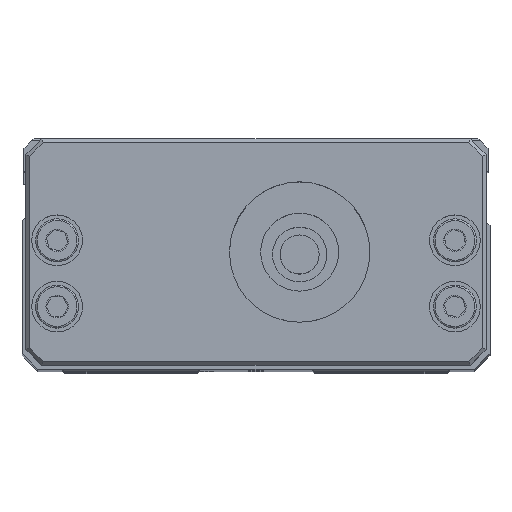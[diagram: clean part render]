
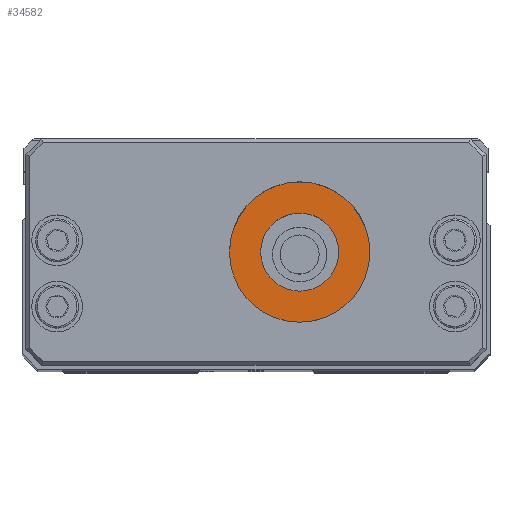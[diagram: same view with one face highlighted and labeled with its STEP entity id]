
A CAD part, top view. The second image highlights one B-rep face of the part: STEP entity #34582.
In plain terms, the highlighted planar face has unit normal (0, 0, 1).
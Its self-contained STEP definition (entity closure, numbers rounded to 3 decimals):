
#862 = EDGE_CURVE ( 'NONE', #41942, #10194, #49965, .T. ) ;
#3762 = CARTESIAN_POINT ( 'NONE',  ( 40.1, -14.5, 8. ) ) ;
#5651 = ORIENTED_EDGE ( 'NONE', *, *, #44646, .T. ) ;
#6892 = DIRECTION ( 'NONE',  ( 0., 0., 1. ) ) ;
#7327 = CIRCLE ( 'NONE', #9993, 5. ) ;
#7530 = DIRECTION ( 'NONE',  ( 1., 0., 0. ) ) ;
#8074 = DIRECTION ( 'NONE',  ( 0., 0., 1. ) ) ;
#8633 = DIRECTION ( 'NONE',  ( 0., 0., 1. ) ) ;
#9993 = AXIS2_PLACEMENT_3D ( 'NONE', #23235, #32388, #40185 ) ;
#10194 = VERTEX_POINT ( 'NONE', #3762 ) ;
#12267 = FACE_BOUND ( 'NONE', #49309, .T. ) ;
#12534 = CARTESIAN_POINT ( 'NONE',  ( 35.1, -14.5, 8. ) ) ;
#13044 = AXIS2_PLACEMENT_3D ( 'NONE', #51647, #8633, #51103 ) ;
#13288 = CIRCLE ( 'NONE', #43435, 9. ) ;
#14191 = ORIENTED_EDGE ( 'NONE', *, *, #862, .T. ) ;
#16404 = FACE_OUTER_BOUND ( 'NONE', #21424, .T. ) ;
#20060 = ORIENTED_EDGE ( 'NONE', *, *, #52363, .T. ) ;
#21138 = CARTESIAN_POINT ( 'NONE',  ( 35.1, -14.5, 8. ) ) ;
#21424 = EDGE_LOOP ( 'NONE', ( #5651, #20060 ) ) ;
#21947 = VERTEX_POINT ( 'NONE', #41097 ) ;
#23235 = CARTESIAN_POINT ( 'NONE',  ( 35.1, -14.5, 8. ) ) ;
#24340 = ORIENTED_EDGE ( 'NONE', *, *, #32588, .T. ) ;
#29134 = DIRECTION ( 'NONE',  ( 1., 0., 0. ) ) ;
#29201 = PLANE ( 'NONE',  #49255 ) ;
#32388 = DIRECTION ( 'NONE',  ( 0., 0., -1. ) ) ;
#32588 = EDGE_CURVE ( 'NONE', #10194, #41942, #7327, .T. ) ;
#34005 = AXIS2_PLACEMENT_3D ( 'NONE', #21138, #46657, #46934 ) ;
#34582 = ADVANCED_FACE ( 'NONE', ( #16404, #12267 ), #29201, .T. ) ;
#35169 = CIRCLE ( 'NONE', #13044, 9. ) ;
#40185 = DIRECTION ( 'NONE',  ( 1., 0., 0. ) ) ;
#41097 = CARTESIAN_POINT ( 'NONE',  ( 26.1, -14.5, 8. ) ) ;
#41942 = VERTEX_POINT ( 'NONE', #43189 ) ;
#43189 = CARTESIAN_POINT ( 'NONE',  ( 30.1, -14.5, 8. ) ) ;
#43435 = AXIS2_PLACEMENT_3D ( 'NONE', #53554, #6892, #29134 ) ;
#44646 = EDGE_CURVE ( 'NONE', #48627, #21947, #13288, .T. ) ;
#45072 = CARTESIAN_POINT ( 'NONE',  ( 44.1, -14.5, 8. ) ) ;
#46657 = DIRECTION ( 'NONE',  ( 0., 0., -1. ) ) ;
#46934 = DIRECTION ( 'NONE',  ( 1., 0., 0. ) ) ;
#48627 = VERTEX_POINT ( 'NONE', #45072 ) ;
#49255 = AXIS2_PLACEMENT_3D ( 'NONE', #12534, #8074, #7530 ) ;
#49309 = EDGE_LOOP ( 'NONE', ( #24340, #14191 ) ) ;
#49965 = CIRCLE ( 'NONE', #34005, 5. ) ;
#51103 = DIRECTION ( 'NONE',  ( 1., 0., 0. ) ) ;
#51647 = CARTESIAN_POINT ( 'NONE',  ( 35.1, -14.5, 8. ) ) ;
#52363 = EDGE_CURVE ( 'NONE', #21947, #48627, #35169, .T. ) ;
#53554 = CARTESIAN_POINT ( 'NONE',  ( 35.1, -14.5, 8. ) ) ;
